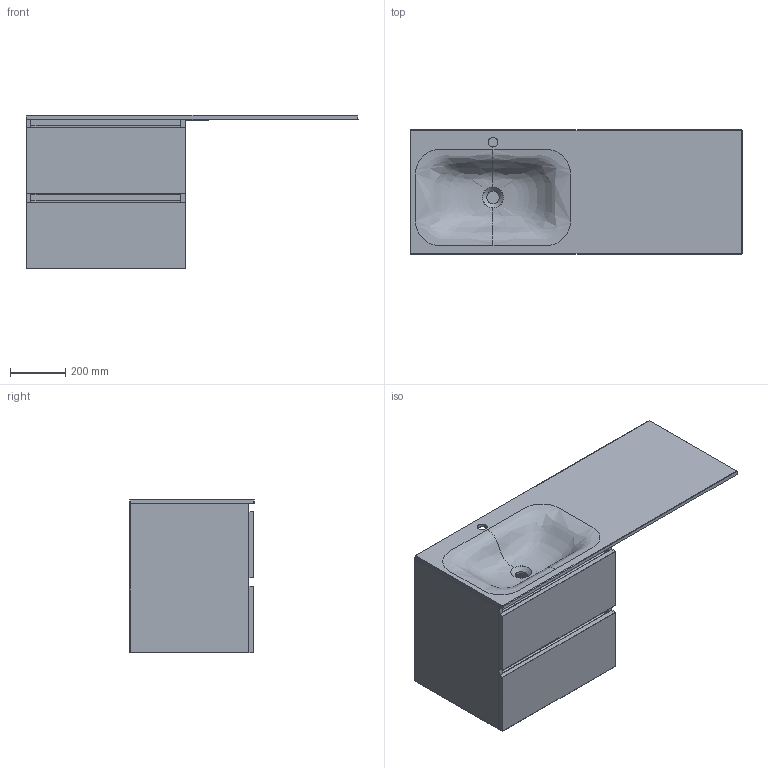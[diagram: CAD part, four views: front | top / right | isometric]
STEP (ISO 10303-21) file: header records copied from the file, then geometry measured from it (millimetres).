
FILE_DESCRIPTION(/* description */ (''),/* implementation_level */ '2;1');
FILE_NAME(/* name */ 'Jessel 1200L.stp',/* time_stamp */ '2025-09-15T16:17:16+03:00',/* author */ ('ya'),/* organization */ (''),/* preprocessor_version */ 'ST-DEVELOPER v18.1',/* originating_system */ 'Autodesk Inventor 2022',/* authorisation */ '');
FILE_SCHEMA (('AUTOMOTIVE_DESIGN { 1 0 10303 214 3 1 1 }'));
Length unit declared in the file: millimetre
Products named in the file (4): Jessel 1200L; Jessel 1200R_MIR; чехол 88_MIR1; Jessel 1200Rn_MIR
Assembly tree (3 placements, depth 2):
  Jessel 1200L
    Jessel 1200R_MIR
    чехол 88_MIR1
    Jessel 1200Rn_MIR
Bounding box: 1200 x 450 x 554 mm (x, y, z)
Volume: 35073317.6 mm3; surface area: 5491071.3 mm2
Topology: 40 solids, 40 shells, 414 faces, 988 edges, 652 vertices
Faces by surface type: plane 360, cylinder 40, bspline 8, sphere 4, cone 2
Full cylindrical faces by diameter (mm): 6 x4, 35 x1, 45 x1
Entity records: 35112 total; most frequent: CARTESIAN_POINT 25288, ORIENTED_EDGE 1976, DIRECTION 1852, EDGE_CURVE 988, LINE 868, VECTOR 868, VERTEX_POINT 652, AXIS2_PLACEMENT_3D 492
